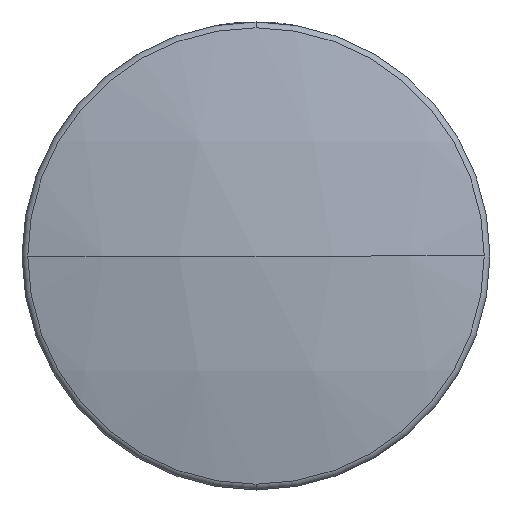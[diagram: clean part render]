
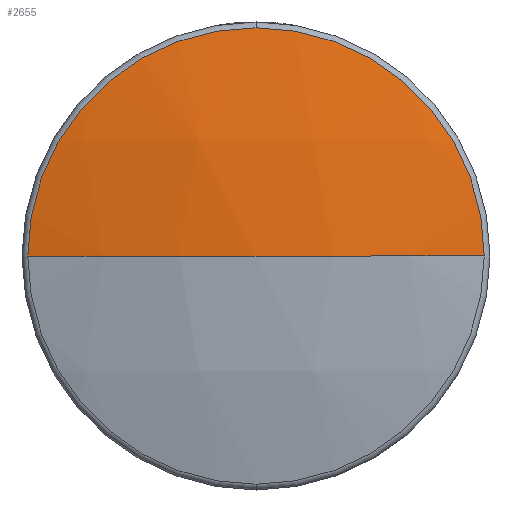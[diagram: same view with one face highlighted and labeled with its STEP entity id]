
A CAD part, left-side view. The second image highlights one B-rep face of the part: STEP entity #2655.
In plain terms, the highlighted spherical face has radius 105.667 mm.
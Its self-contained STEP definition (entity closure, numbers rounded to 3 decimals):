
#52 = DIRECTION ( 'NONE',  ( 0., 0., -1. ) ) ;
#167 = CARTESIAN_POINT ( 'NONE',  ( 2.852, 24.385, 0. ) ) ;
#378 = DIRECTION ( 'NONE',  ( 0., 0., 1. ) ) ;
#407 = EDGE_CURVE ( 'NONE', #2782, #2570, #2589, .T. ) ;
#542 = AXIS2_PLACEMENT_3D ( 'NONE', #633, #1561, #1369 ) ;
#633 = CARTESIAN_POINT ( 'NONE',  ( 2.852, 0., 0. ) ) ;
#667 = DIRECTION ( 'NONE',  ( 0., 0., -1. ) ) ;
#750 = VERTEX_POINT ( 'NONE', #2815 ) ;
#902 = VERTEX_POINT ( 'NONE', #167 ) ;
#961 = DIRECTION ( 'NONE',  ( -1., 0., 0. ) ) ;
#964 = EDGE_LOOP ( 'NONE', ( #2280, #1013, #1431, #1158 ) ) ;
#1013 = ORIENTED_EDGE ( 'NONE', *, *, #407, .T. ) ;
#1048 = SPHERICAL_SURFACE ( 'NONE', #2414, 105.667 ) ;
#1060 = AXIS2_PLACEMENT_3D ( 'NONE', #1329, #2017, #1371 ) ;
#1112 = AXIS2_PLACEMENT_3D ( 'NONE', #2909, #667, #1601 ) ;
#1158 = ORIENTED_EDGE ( 'NONE', *, *, #2364, .T. ) ;
#1206 = CIRCLE ( 'NONE', #542, 24.385 ) ;
#1309 = CARTESIAN_POINT ( 'NONE',  ( 0., 0., 0. ) ) ;
#1329 = CARTESIAN_POINT ( 'NONE',  ( 105.667, 0., 0. ) ) ;
#1369 = DIRECTION ( 'NONE',  ( 0., 0., -1. ) ) ;
#1371 = DIRECTION ( 'NONE',  ( 0., -1., 0. ) ) ;
#1431 = ORIENTED_EDGE ( 'NONE', *, *, #1864, .T. ) ;
#1561 = DIRECTION ( 'NONE',  ( -1., 0., 0. ) ) ;
#1601 = DIRECTION ( 'NONE',  ( -1., 0., 0. ) ) ;
#1706 = CIRCLE ( 'NONE', #1112, 105.667 ) ;
#1743 = CIRCLE ( 'NONE', #1987, 24.385 ) ;
#1747 = FACE_OUTER_BOUND ( 'NONE', #964, .T. ) ;
#1864 = EDGE_CURVE ( 'NONE', #2570, #750, #1743, .T. ) ;
#1972 = DIRECTION ( 'NONE',  ( 0., 1., 0. ) ) ;
#1987 = AXIS2_PLACEMENT_3D ( 'NONE', #2077, #961, #52 ) ;
#2017 = DIRECTION ( 'NONE',  ( 0., 0., 1. ) ) ;
#2077 = CARTESIAN_POINT ( 'NONE',  ( 2.852, 0., 0. ) ) ;
#2149 = CARTESIAN_POINT ( 'NONE',  ( 105.667, 0., 0. ) ) ;
#2280 = ORIENTED_EDGE ( 'NONE', *, *, #2821, .F. ) ;
#2364 = EDGE_CURVE ( 'NONE', #750, #902, #1206, .T. ) ;
#2414 = AXIS2_PLACEMENT_3D ( 'NONE', #2149, #378, #1972 ) ;
#2570 = VERTEX_POINT ( 'NONE', #2639 ) ;
#2589 = CIRCLE ( 'NONE', #1060, 105.667 ) ;
#2639 = CARTESIAN_POINT ( 'NONE',  ( 2.852, -24.385, 0. ) ) ;
#2655 = ADVANCED_FACE ( 'NONE', ( #1747 ), #1048, .T. ) ;
#2782 = VERTEX_POINT ( 'NONE', #1309 ) ;
#2815 = CARTESIAN_POINT ( 'NONE',  ( 2.852, 0., 24.385 ) ) ;
#2821 = EDGE_CURVE ( 'NONE', #2782, #902, #1706, .T. ) ;
#2909 = CARTESIAN_POINT ( 'NONE',  ( 105.667, 0., 0. ) ) ;
